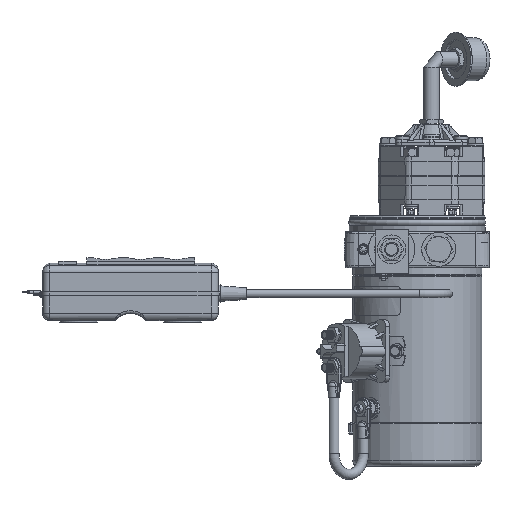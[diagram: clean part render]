
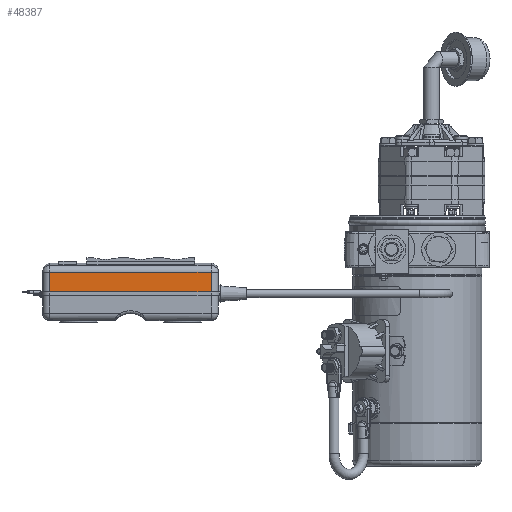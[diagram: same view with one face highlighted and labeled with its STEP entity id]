
A CAD part, left-side view. The second image highlights one B-rep face of the part: STEP entity #48387.
In plain terms, the highlighted planar face has unit normal (-1, 0, 0).
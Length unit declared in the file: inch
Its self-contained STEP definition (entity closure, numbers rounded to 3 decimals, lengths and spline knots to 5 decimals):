
#10 = VECTOR ( 'NONE', #49349, 39.37008 ) ;
#1634 = ORIENTED_EDGE ( 'NONE', *, *, #5787, .T. ) ;
#3295 = VERTEX_POINT ( 'NONE', #10935 ) ;
#5787 = EDGE_CURVE ( 'NONE', #32041, #3295, #44530, .T. ) ;
#6111 = VECTOR ( 'NONE', #50842, 39.37008 ) ;
#7533 = LINE ( 'NONE', #32119, #6111 ) ;
#10935 = CARTESIAN_POINT ( 'NONE',  ( -12.16761, 12.77987, -0.78945 ) ) ;
#14088 = DIRECTION ( 'NONE',  ( 0., 0., -1. ) ) ;
#14214 = EDGE_CURVE ( 'NONE', #57109, #32041, #39059, .T. ) ;
#18558 = CARTESIAN_POINT ( 'NONE',  ( -12.16761, 7.16987, -0.78945 ) ) ;
#18773 = PLANE ( 'NONE',  #29834 ) ;
#21512 = ORIENTED_EDGE ( 'NONE', *, *, #40493, .T. ) ;
#23140 = VECTOR ( 'NONE', #40294, 39.37008 ) ;
#23416 = FACE_OUTER_BOUND ( 'NONE', #58591, .T. ) ;
#25641 = LINE ( 'NONE', #35012, #23140 ) ;
#26028 = ORIENTED_EDGE ( 'NONE', *, *, #51848, .T. ) ;
#26429 = DIRECTION ( 'NONE',  ( 0., 1., 0. ) ) ;
#29834 = AXIS2_PLACEMENT_3D ( 'NONE', #37800, #52427, #14088 ) ;
#32041 = VERTEX_POINT ( 'NONE', #18558 ) ;
#32119 = CARTESIAN_POINT ( 'NONE',  ( -12.16761, 12.77987, -0.46394 ) ) ;
#35012 = CARTESIAN_POINT ( 'NONE',  ( -12.16761, 13.02987, -1.46394 ) ) ;
#35793 = CARTESIAN_POINT ( 'NONE',  ( -12.16761, 13.02987, -0.78945 ) ) ;
#37571 = CARTESIAN_POINT ( 'NONE',  ( -12.16761, 7.16987, -1.46394 ) ) ;
#37800 = CARTESIAN_POINT ( 'NONE',  ( -12.16761, 13.02987, -0.46394 ) ) ;
#38430 = VECTOR ( 'NONE', #26429, 39.37008 ) ;
#39059 = LINE ( 'NONE', #44035, #10 ) ;
#40290 = VERTEX_POINT ( 'NONE', #43516 ) ;
#40294 = DIRECTION ( 'NONE',  ( 0., -1., 0. ) ) ;
#40493 = EDGE_CURVE ( 'NONE', #3295, #40290, #7533, .T. ) ;
#43516 = CARTESIAN_POINT ( 'NONE',  ( -12.16761, 12.77987, -1.46394 ) ) ;
#44035 = CARTESIAN_POINT ( 'NONE',  ( -12.16761, 7.16987, -0.46394 ) ) ;
#44530 = LINE ( 'NONE', #35793, #38430 ) ;
#48387 = ADVANCED_FACE ( 'NONE', ( #23416 ), #18773, .F. ) ;
#49349 = DIRECTION ( 'NONE',  ( 0., 0., 1. ) ) ;
#50842 = DIRECTION ( 'NONE',  ( 0., 0., -1. ) ) ;
#51848 = EDGE_CURVE ( 'NONE', #40290, #57109, #25641, .T. ) ;
#52427 = DIRECTION ( 'NONE',  ( 1., 0., 0. ) ) ;
#57109 = VERTEX_POINT ( 'NONE', #37571 ) ;
#58591 = EDGE_LOOP ( 'NONE', ( #26028, #61463, #1634, #21512 ) ) ;
#61463 = ORIENTED_EDGE ( 'NONE', *, *, #14214, .T. ) ;
